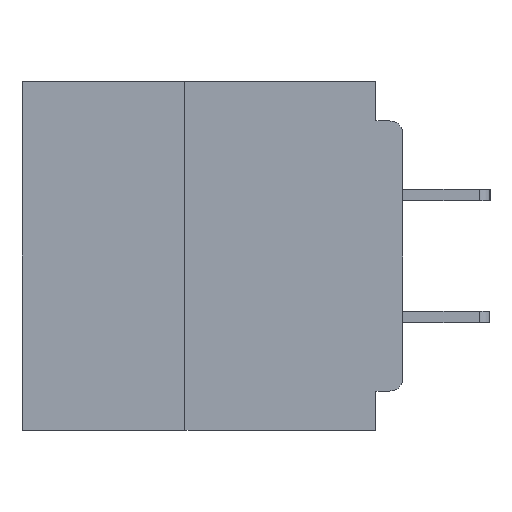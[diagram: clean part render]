
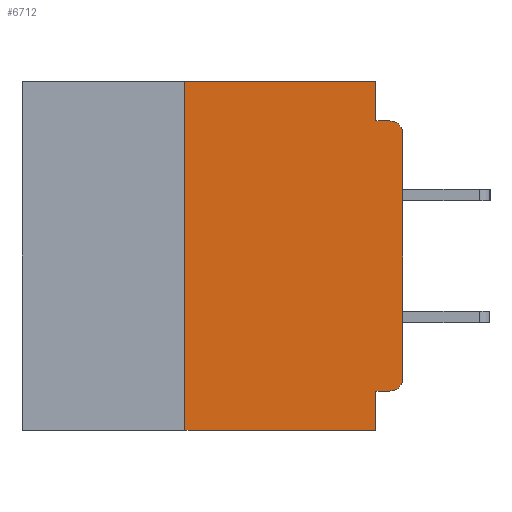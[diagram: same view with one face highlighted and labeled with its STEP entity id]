
A CAD part, left-side view. The second image highlights one B-rep face of the part: STEP entity #6712.
In plain terms, the highlighted planar face has unit normal (-1, 0, 0).
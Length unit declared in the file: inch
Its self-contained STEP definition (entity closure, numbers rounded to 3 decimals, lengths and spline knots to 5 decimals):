
#1160 = EDGE_CURVE ( 'NONE', #30825, #12208, #47960, .T. ) ;
#1521 = PLANE ( 'NONE',  #12360 ) ;
#2648 = CARTESIAN_POINT ( 'NONE',  ( 0., 0.437, 0. ) ) ;
#2712 = LINE ( 'NONE', #30068, #38353 ) ;
#3513 = LINE ( 'NONE', #62557, #40676 ) ;
#3634 = VECTOR ( 'NONE', #57362, 39.37008 ) ;
#3716 = CARTESIAN_POINT ( 'NONE',  ( 0., 0.031, -0.4 ) ) ;
#4142 = EDGE_LOOP ( 'NONE', ( #8229, #26706, #54292, #36005, #7325, #36855, #40114, #52743, #7712, #28532 ) ) ;
#4507 = DIRECTION ( 'NONE',  ( 0., -1., 0. ) ) ;
#6158 = CARTESIAN_POINT ( 'NONE',  ( 0., 0., -0.34 ) ) ;
#6712 = ADVANCED_FACE ( 'NONE', ( #55883 ), #1521, .F. ) ;
#7325 = ORIENTED_EDGE ( 'NONE', *, *, #15529, .F. ) ;
#7496 = DIRECTION ( 'NONE',  ( 0., -1., 0. ) ) ;
#7546 = CARTESIAN_POINT ( 'NONE',  ( 0., 0.015, -0.34 ) ) ;
#7712 = ORIENTED_EDGE ( 'NONE', *, *, #1160, .F. ) ;
#7978 = DIRECTION ( 'NONE',  ( -1., 0., 0. ) ) ;
#8229 = ORIENTED_EDGE ( 'NONE', *, *, #19004, .T. ) ;
#9681 = AXIS2_PLACEMENT_3D ( 'NONE', #37058, #7978, #41914 ) ;
#10202 = VECTOR ( 'NONE', #19042, 39.37008 ) ;
#11293 = LINE ( 'NONE', #2648, #22670 ) ;
#11431 = CIRCLE ( 'NONE', #9681, 0.015 ) ;
#12208 = VERTEX_POINT ( 'NONE', #14036 ) ;
#12360 = AXIS2_PLACEMENT_3D ( 'NONE', #45213, #16129, #50101 ) ;
#12435 = DIRECTION ( 'NONE',  ( 0., 0., -1. ) ) ;
#13446 = CARTESIAN_POINT ( 'NONE',  ( 0., 0.25, -0.4 ) ) ;
#13671 = VERTEX_POINT ( 'NONE', #60320 ) ;
#14036 = CARTESIAN_POINT ( 'NONE',  ( 0., 0.031, -0.355 ) ) ;
#14770 = VERTEX_POINT ( 'NONE', #15411 ) ;
#15411 = CARTESIAN_POINT ( 'NONE',  ( 0., 0.031, 0. ) ) ;
#15463 = EDGE_CURVE ( 'NONE', #60862, #44298, #54557, .T. ) ;
#15529 = EDGE_CURVE ( 'NONE', #44298, #14770, #11293, .T. ) ;
#16129 = DIRECTION ( 'NONE',  ( 1., 0., 0. ) ) ;
#16907 = CARTESIAN_POINT ( 'NONE',  ( 0., 0.015, -0.355 ) ) ;
#18903 = VERTEX_POINT ( 'NONE', #25266 ) ;
#19004 = EDGE_CURVE ( 'NONE', #33824, #13671, #40659, .T. ) ;
#19042 = DIRECTION ( 'NONE',  ( 0., -1., 0. ) ) ;
#21520 = DIRECTION ( 'NONE',  ( 0., 1., 0. ) ) ;
#21796 = CARTESIAN_POINT ( 'NONE',  ( 0., 0., -0.355 ) ) ;
#22670 = VECTOR ( 'NONE', #7496, 39.37008 ) ;
#25266 = CARTESIAN_POINT ( 'NONE',  ( 0., 0.031, -0.045 ) ) ;
#26119 = DIRECTION ( 'NONE',  ( 0., 0., 1. ) ) ;
#26706 = ORIENTED_EDGE ( 'NONE', *, *, #29092, .T. ) ;
#26958 = EDGE_CURVE ( 'NONE', #18903, #43022, #60332, .T. ) ;
#27274 = CIRCLE ( 'NONE', #39610, 0.015 ) ;
#28532 = ORIENTED_EDGE ( 'NONE', *, *, #56102, .T. ) ;
#29092 = EDGE_CURVE ( 'NONE', #13671, #43022, #11431, .T. ) ;
#30068 = CARTESIAN_POINT ( 'NONE',  ( 0., 0.031, -0.4 ) ) ;
#30589 = DIRECTION ( 'NONE',  ( 0., 0., 1. ) ) ;
#30825 = VERTEX_POINT ( 'NONE', #16907 ) ;
#33824 = VERTEX_POINT ( 'NONE', #6158 ) ;
#35001 = VECTOR ( 'NONE', #21520, 39.37008 ) ;
#36005 = ORIENTED_EDGE ( 'NONE', *, *, #42141, .F. ) ;
#36855 = ORIENTED_EDGE ( 'NONE', *, *, #15463, .F. ) ;
#37058 = CARTESIAN_POINT ( 'NONE',  ( 0., 0.015, -0.06 ) ) ;
#38353 = VECTOR ( 'NONE', #39819, 39.37008 ) ;
#39610 = AXIS2_PLACEMENT_3D ( 'NONE', #7546, #41483, #12435 ) ;
#39819 = DIRECTION ( 'NONE',  ( 0., 0., -1. ) ) ;
#40114 = ORIENTED_EDGE ( 'NONE', *, *, #55038, .T. ) ;
#40659 = LINE ( 'NONE', #50333, #52044 ) ;
#40676 = VECTOR ( 'NONE', #4507, 39.37008 ) ;
#41483 = DIRECTION ( 'NONE',  ( -1., 0., 0. ) ) ;
#41914 = DIRECTION ( 'NONE',  ( 0., 0., -1. ) ) ;
#42141 = EDGE_CURVE ( 'NONE', #14770, #18903, #53670, .T. ) ;
#42894 = VERTEX_POINT ( 'NONE', #3716 ) ;
#43022 = VERTEX_POINT ( 'NONE', #48246 ) ;
#44260 = CARTESIAN_POINT ( 'NONE',  ( 0., 0.25, 0. ) ) ;
#44298 = VERTEX_POINT ( 'NONE', #44260 ) ;
#45213 = CARTESIAN_POINT ( 'NONE',  ( 0., 0.437, 0. ) ) ;
#47841 = EDGE_CURVE ( 'NONE', #12208, #42894, #2712, .T. ) ;
#47960 = LINE ( 'NONE', #21796, #35001 ) ;
#48246 = CARTESIAN_POINT ( 'NONE',  ( 0., 0.015, -0.045 ) ) ;
#49715 = CARTESIAN_POINT ( 'NONE',  ( 0., 0.25, -0.4 ) ) ;
#50041 = VECTOR ( 'NONE', #30589, 39.37008 ) ;
#50101 = DIRECTION ( 'NONE',  ( 0., 0., -1. ) ) ;
#50333 = CARTESIAN_POINT ( 'NONE',  ( 0., 0., 0. ) ) ;
#52044 = VECTOR ( 'NONE', #26119, 39.37008 ) ;
#52471 = CARTESIAN_POINT ( 'NONE',  ( 0., 0.031, 0. ) ) ;
#52743 = ORIENTED_EDGE ( 'NONE', *, *, #47841, .F. ) ;
#53670 = LINE ( 'NONE', #52471, #3634 ) ;
#54292 = ORIENTED_EDGE ( 'NONE', *, *, #26958, .F. ) ;
#54557 = LINE ( 'NONE', #49715, #50041 ) ;
#55038 = EDGE_CURVE ( 'NONE', #60862, #42894, #3513, .T. ) ;
#55883 = FACE_OUTER_BOUND ( 'NONE', #4142, .T. ) ;
#56102 = EDGE_CURVE ( 'NONE', #30825, #33824, #27274, .T. ) ;
#57362 = DIRECTION ( 'NONE',  ( 0., 0., -1. ) ) ;
#57902 = CARTESIAN_POINT ( 'NONE',  ( 0., 0., -0.045 ) ) ;
#60320 = CARTESIAN_POINT ( 'NONE',  ( 0., 0., -0.06 ) ) ;
#60332 = LINE ( 'NONE', #57902, #10202 ) ;
#60862 = VERTEX_POINT ( 'NONE', #13446 ) ;
#62557 = CARTESIAN_POINT ( 'NONE',  ( 0., 0.437, -0.4 ) ) ;
